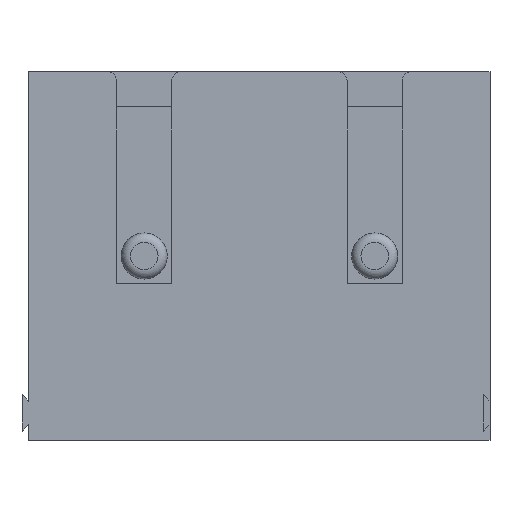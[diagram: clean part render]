
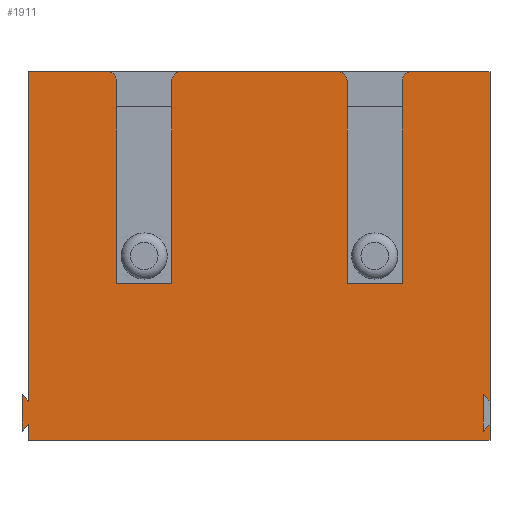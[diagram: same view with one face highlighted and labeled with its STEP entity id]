
A CAD part, front view. The second image highlights one B-rep face of the part: STEP entity #1911.
In plain terms, the highlighted planar face has unit normal (0, -1, 0).
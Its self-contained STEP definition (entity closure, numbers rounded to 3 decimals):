
#50=PLANE('',#2048);
#132=FACE_OUTER_BOUND('',#243,.T.);
#243=EDGE_LOOP('',(#1349,#1350,#1351,#1352,#1353,#1354,#1355,#1356,#1357,
#1358,#1359,#1360,#1361,#1362,#1363,#1364,#1365,#1366,#1367,#1368,#1369,
#1370,#1371,#1372));
#364=LINE('',#2806,#581);
#368=LINE('',#2814,#585);
#376=LINE('',#2830,#593);
#383=LINE('',#2844,#600);
#384=LINE('',#2846,#601);
#385=LINE('',#2848,#602);
#386=LINE('',#2853,#603);
#387=LINE('',#2855,#604);
#388=LINE('',#2857,#605);
#389=LINE('',#2860,#606);
#390=LINE('',#2862,#607);
#391=LINE('',#2864,#608);
#392=LINE('',#2866,#609);
#393=LINE('',#2868,#610);
#394=LINE('',#2870,#611);
#395=LINE('',#2872,#612);
#396=LINE('',#2874,#613);
#397=LINE('',#2876,#614);
#398=LINE('',#2878,#615);
#399=LINE('',#2879,#616);
#581=VECTOR('',#2239,10.);
#585=VECTOR('',#2243,10.);
#593=VECTOR('',#2251,10.);
#600=VECTOR('',#2260,10.);
#601=VECTOR('',#2261,10.);
#602=VECTOR('',#2262,10.);
#603=VECTOR('',#2267,10.);
#604=VECTOR('',#2268,10.);
#605=VECTOR('',#2269,10.);
#606=VECTOR('',#2272,10.);
#607=VECTOR('',#2273,10.);
#608=VECTOR('',#2274,10.);
#609=VECTOR('',#2275,10.);
#610=VECTOR('',#2276,10.);
#611=VECTOR('',#2277,10.);
#612=VECTOR('',#2278,10.);
#613=VECTOR('',#2279,10.);
#614=VECTOR('',#2280,10.);
#615=VECTOR('',#2281,10.);
#616=VECTOR('',#2282,10.);
#798=CIRCLE('',#2045,0.2);
#800=CIRCLE('',#2049,0.2);
#801=CIRCLE('',#2050,0.2);
#802=CIRCLE('',#2051,0.2);
#854=VERTEX_POINT('',#2796);
#855=VERTEX_POINT('',#2797);
#858=VERTEX_POINT('',#2805);
#861=VERTEX_POINT('',#2811);
#862=VERTEX_POINT('',#2813);
#869=VERTEX_POINT('',#2827);
#870=VERTEX_POINT('',#2829);
#876=VERTEX_POINT('',#2843);
#877=VERTEX_POINT('',#2845);
#878=VERTEX_POINT('',#2847);
#879=VERTEX_POINT('',#2850);
#880=VERTEX_POINT('',#2852);
#881=VERTEX_POINT('',#2854);
#882=VERTEX_POINT('',#2856);
#883=VERTEX_POINT('',#2859);
#884=VERTEX_POINT('',#2861);
#885=VERTEX_POINT('',#2863);
#886=VERTEX_POINT('',#2865);
#887=VERTEX_POINT('',#2867);
#888=VERTEX_POINT('',#2869);
#889=VERTEX_POINT('',#2871);
#890=VERTEX_POINT('',#2873);
#891=VERTEX_POINT('',#2875);
#892=VERTEX_POINT('',#2877);
#1042=EDGE_CURVE('',#854,#855,#798,.T.);
#1046=EDGE_CURVE('',#855,#858,#364,.T.);
#1050=EDGE_CURVE('',#861,#862,#368,.T.);
#1058=EDGE_CURVE('',#869,#870,#376,.T.);
#1065=EDGE_CURVE('',#854,#876,#383,.T.);
#1066=EDGE_CURVE('',#876,#877,#384,.T.);
#1067=EDGE_CURVE('',#877,#878,#385,.T.);
#1068=EDGE_CURVE('',#870,#878,#800,.T.);
#1069=EDGE_CURVE('',#879,#869,#801,.T.);
#1070=EDGE_CURVE('',#879,#880,#386,.T.);
#1071=EDGE_CURVE('',#880,#881,#387,.T.);
#1072=EDGE_CURVE('',#881,#882,#388,.T.);
#1073=EDGE_CURVE('',#862,#882,#802,.T.);
#1074=EDGE_CURVE('',#861,#883,#389,.T.);
#1075=EDGE_CURVE('',#883,#884,#390,.T.);
#1076=EDGE_CURVE('',#885,#884,#391,.T.);
#1077=EDGE_CURVE('',#886,#885,#392,.T.);
#1078=EDGE_CURVE('',#886,#887,#393,.T.);
#1079=EDGE_CURVE('',#887,#888,#394,.T.);
#1080=EDGE_CURVE('',#889,#888,#395,.T.);
#1081=EDGE_CURVE('',#889,#890,#396,.T.);
#1082=EDGE_CURVE('',#890,#891,#397,.T.);
#1083=EDGE_CURVE('',#891,#892,#398,.T.);
#1084=EDGE_CURVE('',#858,#892,#399,.T.);
#1349=ORIENTED_EDGE('',*,*,#1042,.F.);
#1350=ORIENTED_EDGE('',*,*,#1065,.T.);
#1351=ORIENTED_EDGE('',*,*,#1066,.T.);
#1352=ORIENTED_EDGE('',*,*,#1067,.T.);
#1353=ORIENTED_EDGE('',*,*,#1068,.F.);
#1354=ORIENTED_EDGE('',*,*,#1058,.F.);
#1355=ORIENTED_EDGE('',*,*,#1069,.F.);
#1356=ORIENTED_EDGE('',*,*,#1070,.T.);
#1357=ORIENTED_EDGE('',*,*,#1071,.T.);
#1358=ORIENTED_EDGE('',*,*,#1072,.T.);
#1359=ORIENTED_EDGE('',*,*,#1073,.F.);
#1360=ORIENTED_EDGE('',*,*,#1050,.F.);
#1361=ORIENTED_EDGE('',*,*,#1074,.T.);
#1362=ORIENTED_EDGE('',*,*,#1075,.T.);
#1363=ORIENTED_EDGE('',*,*,#1076,.F.);
#1364=ORIENTED_EDGE('',*,*,#1077,.F.);
#1365=ORIENTED_EDGE('',*,*,#1078,.T.);
#1366=ORIENTED_EDGE('',*,*,#1079,.T.);
#1367=ORIENTED_EDGE('',*,*,#1080,.F.);
#1368=ORIENTED_EDGE('',*,*,#1081,.T.);
#1369=ORIENTED_EDGE('',*,*,#1082,.T.);
#1370=ORIENTED_EDGE('',*,*,#1083,.T.);
#1371=ORIENTED_EDGE('',*,*,#1084,.F.);
#1372=ORIENTED_EDGE('',*,*,#1046,.F.);
#1911=ADVANCED_FACE('',(#132),#50,.T.);
#2045=AXIS2_PLACEMENT_3D('',#2798,#2231,#2232);
#2048=AXIS2_PLACEMENT_3D('',#2842,#2258,#2259);
#2049=AXIS2_PLACEMENT_3D('',#2849,#2263,#2264);
#2050=AXIS2_PLACEMENT_3D('',#2851,#2265,#2266);
#2051=AXIS2_PLACEMENT_3D('',#2858,#2270,#2271);
#2231=DIRECTION('center_axis',(0.,1.,0.));
#2232=DIRECTION('ref_axis',(-0.707,0.,0.707));
#2239=DIRECTION('',(1.,0.,0.));
#2243=DIRECTION('',(1.,0.,0.));
#2251=DIRECTION('',(1.,0.,0.));
#2258=DIRECTION('center_axis',(0.,-1.,0.));
#2259=DIRECTION('ref_axis',(0.,0.,-1.));
#2260=DIRECTION('',(0.,0.,-1.));
#2261=DIRECTION('',(-1.,0.,0.));
#2262=DIRECTION('',(0.,0.,1.));
#2263=DIRECTION('center_axis',(0.,1.,0.));
#2264=DIRECTION('ref_axis',(0.707,0.,0.707));
#2265=DIRECTION('center_axis',(0.,1.,0.));
#2266=DIRECTION('ref_axis',(-0.707,0.,0.707));
#2267=DIRECTION('',(0.,0.,-1.));
#2268=DIRECTION('',(-1.,0.,0.));
#2269=DIRECTION('',(0.,0.,1.));
#2270=DIRECTION('center_axis',(0.,1.,0.));
#2271=DIRECTION('ref_axis',(0.707,0.,0.707));
#2272=DIRECTION('',(0.,0.,-1.));
#2273=DIRECTION('',(-0.707,0.,0.707));
#2274=DIRECTION('',(0.,0.,1.));
#2275=DIRECTION('',(-0.707,0.,-0.707));
#2276=DIRECTION('',(0.,0.,-1.));
#2277=DIRECTION('',(1.,0.,0.));
#2278=DIRECTION('',(0.,0.,-1.));
#2279=DIRECTION('',(-0.707,0.,-0.707));
#2280=DIRECTION('',(0.,0.,1.));
#2281=DIRECTION('',(0.707,0.,-0.707));
#2282=DIRECTION('',(0.,0.,-1.));
#2796=CARTESIAN_POINT('',(3.1,0.,3.8));
#2797=CARTESIAN_POINT('',(3.3,0.,4.));
#2798=CARTESIAN_POINT('Origin',(3.3,0.,3.8));
#2805=CARTESIAN_POINT('',(5.,0.,4.));
#2806=CARTESIAN_POINT('',(-5.,0.,4.));
#2811=CARTESIAN_POINT('',(-5.,0.,4.));
#2813=CARTESIAN_POINT('',(-3.3,0.,4.));
#2814=CARTESIAN_POINT('',(-5.,0.,4.));
#2827=CARTESIAN_POINT('',(-1.7,0.,4.));
#2829=CARTESIAN_POINT('',(1.7,0.,4.));
#2830=CARTESIAN_POINT('',(-5.,0.,4.));
#2842=CARTESIAN_POINT('Origin',(-5.,0.,4.));
#2843=CARTESIAN_POINT('',(3.1,0.,-0.6));
#2844=CARTESIAN_POINT('',(3.1,0.,4.));
#2845=CARTESIAN_POINT('',(1.9,0.,-0.6));
#2846=CARTESIAN_POINT('',(-0.95,0.,-0.6));
#2847=CARTESIAN_POINT('',(1.9,0.,3.8));
#2848=CARTESIAN_POINT('',(1.9,0.,1.7));
#2849=CARTESIAN_POINT('Origin',(1.7,0.,3.8));
#2850=CARTESIAN_POINT('',(-1.9,0.,3.8));
#2851=CARTESIAN_POINT('Origin',(-1.7,0.,3.8));
#2852=CARTESIAN_POINT('',(-1.9,0.,-0.6));
#2853=CARTESIAN_POINT('',(-1.9,0.,4.));
#2854=CARTESIAN_POINT('',(-3.1,0.,-0.6));
#2855=CARTESIAN_POINT('',(-3.45,0.,-0.6));
#2856=CARTESIAN_POINT('',(-3.1,0.,3.8));
#2857=CARTESIAN_POINT('',(-3.1,0.,1.7));
#2858=CARTESIAN_POINT('Origin',(-3.3,0.,3.8));
#2859=CARTESIAN_POINT('',(-5.,0.,-3.15));
#2860=CARTESIAN_POINT('',(-5.,0.,0.));
#2861=CARTESIAN_POINT('',(-5.15,0.,-3.));
#2862=CARTESIAN_POINT('',(-5.,0.,-3.15));
#2863=CARTESIAN_POINT('',(-5.15,0.,-3.8));
#2864=CARTESIAN_POINT('',(-5.15,0.,-3.8));
#2865=CARTESIAN_POINT('',(-5.,0.,-3.65));
#2866=CARTESIAN_POINT('',(-5.,0.,-3.65));
#2867=CARTESIAN_POINT('',(-5.,0.,-4.));
#2868=CARTESIAN_POINT('',(-5.,0.,0.));
#2869=CARTESIAN_POINT('',(5.,0.,-4.));
#2870=CARTESIAN_POINT('',(-5.,0.,-4.));
#2871=CARTESIAN_POINT('',(5.,0.,-3.65));
#2872=CARTESIAN_POINT('',(5.,0.,0.));
#2873=CARTESIAN_POINT('',(4.85,0.,-3.8));
#2874=CARTESIAN_POINT('',(4.413,0.,-4.238));
#2875=CARTESIAN_POINT('',(4.85,0.,-3.));
#2876=CARTESIAN_POINT('',(4.85,0.,0.1));
#2877=CARTESIAN_POINT('',(5.,0.,-3.15));
#2878=CARTESIAN_POINT('',(0.637,0.,1.212));
#2879=CARTESIAN_POINT('',(5.,0.,0.));
